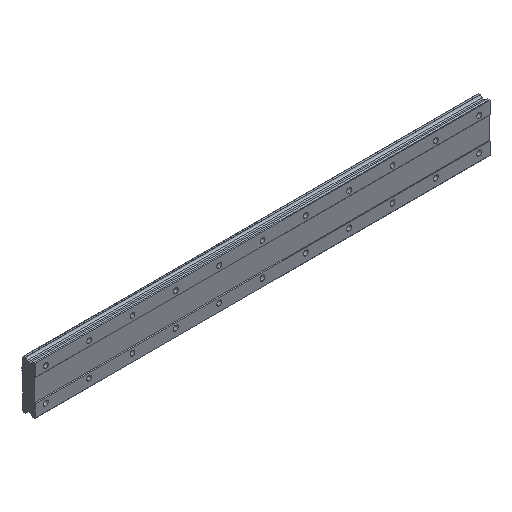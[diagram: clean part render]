
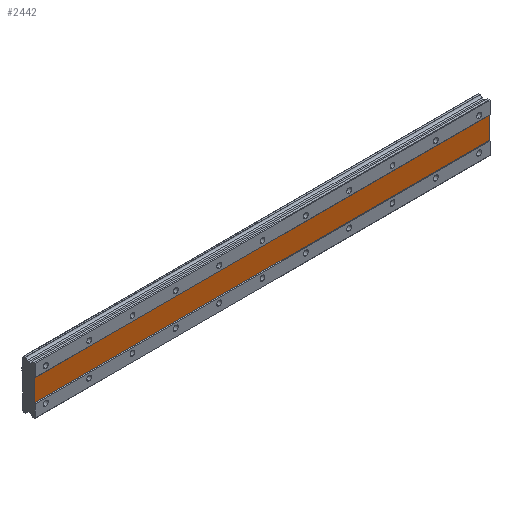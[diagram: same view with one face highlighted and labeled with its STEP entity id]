
A CAD part, isometric view. The second image highlights one B-rep face of the part: STEP entity #2442.
In plain terms, the highlighted planar face has unit normal (0, -1, 0).
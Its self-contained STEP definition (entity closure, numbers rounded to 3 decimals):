
#401 = DIRECTION ( 'NONE',  ( 0., 0., -1. ) ) ;
#748 = LINE ( 'NONE', #1461, #3450 ) ;
#812 = EDGE_CURVE ( 'NONE', #1436, #2472, #748, .T. ) ;
#920 = CARTESIAN_POINT ( 'NONE',  ( 820., 1., 20. ) ) ;
#1078 = CARTESIAN_POINT ( 'NONE',  ( -20., 1., 20. ) ) ;
#1435 = AXIS2_PLACEMENT_3D ( 'NONE', #3463, #2769, #4176 ) ;
#1436 = VERTEX_POINT ( 'NONE', #1078 ) ;
#1461 = CARTESIAN_POINT ( 'NONE',  ( -20., 1., 44.91 ) ) ;
#1575 = CARTESIAN_POINT ( 'NONE',  ( 820., 1., 44.91 ) ) ;
#1783 = CARTESIAN_POINT ( 'NONE',  ( 820., 1., 20. ) ) ;
#1805 = VERTEX_POINT ( 'NONE', #920 ) ;
#1819 = VECTOR ( 'NONE', #2936, 1000. ) ;
#1943 = ORIENTED_EDGE ( 'NONE', *, *, #4292, .F. ) ;
#2061 = PLANE ( 'NONE',  #1435 ) ;
#2081 = VERTEX_POINT ( 'NONE', #2592 ) ;
#2160 = DIRECTION ( 'NONE',  ( 1., 0., 0. ) ) ;
#2221 = CARTESIAN_POINT ( 'NONE',  ( 820., 1., -20. ) ) ;
#2442 = ADVANCED_FACE ( 'NONE', ( #2748 ), #2061, .F. ) ;
#2472 = VERTEX_POINT ( 'NONE', #3250 ) ;
#2592 = CARTESIAN_POINT ( 'NONE',  ( 820., 1., -20. ) ) ;
#2596 = LINE ( 'NONE', #2221, #3635 ) ;
#2748 = FACE_OUTER_BOUND ( 'NONE', #4239, .T. ) ;
#2769 = DIRECTION ( 'NONE',  ( 0., 1., 0. ) ) ;
#2936 = DIRECTION ( 'NONE',  ( 0., 0., -1. ) ) ;
#3250 = CARTESIAN_POINT ( 'NONE',  ( -20., 1., -20. ) ) ;
#3319 = LINE ( 'NONE', #1575, #1819 ) ;
#3414 = ORIENTED_EDGE ( 'NONE', *, *, #3902, .F. ) ;
#3450 = VECTOR ( 'NONE', #401, 1000. ) ;
#3463 = CARTESIAN_POINT ( 'NONE',  ( 820., 1., 20. ) ) ;
#3537 = EDGE_CURVE ( 'NONE', #1805, #2081, #3319, .T. ) ;
#3611 = ORIENTED_EDGE ( 'NONE', *, *, #3537, .F. ) ;
#3635 = VECTOR ( 'NONE', #3655, 1000. ) ;
#3655 = DIRECTION ( 'NONE',  ( -1., 0., 0. ) ) ;
#3878 = VECTOR ( 'NONE', #2160, 1000. ) ;
#3902 = EDGE_CURVE ( 'NONE', #1436, #1805, #3912, .T. ) ;
#3912 = LINE ( 'NONE', #1783, #3878 ) ;
#4176 = DIRECTION ( 'NONE',  ( 0., 0., 1. ) ) ;
#4226 = ORIENTED_EDGE ( 'NONE', *, *, #812, .T. ) ;
#4239 = EDGE_LOOP ( 'NONE', ( #1943, #3611, #3414, #4226 ) ) ;
#4292 = EDGE_CURVE ( 'NONE', #2081, #2472, #2596, .T. ) ;
